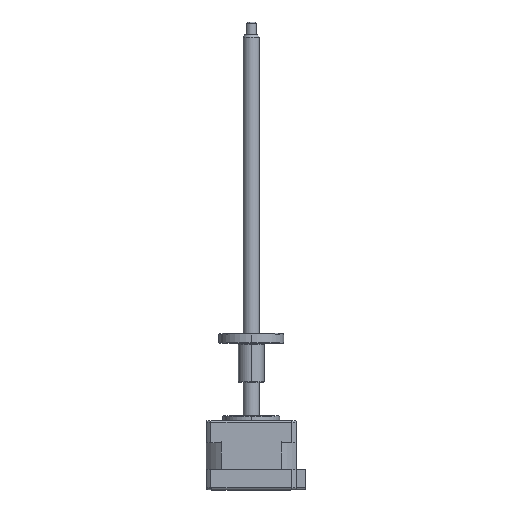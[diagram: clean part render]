
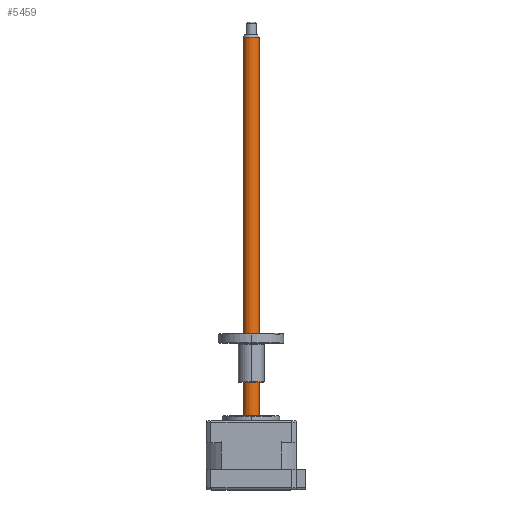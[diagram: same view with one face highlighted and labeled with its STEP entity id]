
A CAD part, top view. The second image highlights one B-rep face of the part: STEP entity #5459.
In plain terms, the highlighted cylindrical face has radius 3.175 mm (diameter 6.35 mm), a partial arc.
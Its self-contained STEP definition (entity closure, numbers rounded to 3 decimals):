
#191 = VERTEX_POINT ( 'NONE', #6966 ) ;
#533 = ORIENTED_EDGE ( 'NONE', *, *, #3358, .F. ) ;
#1036 = EDGE_CURVE ( 'NONE', #6694, #2539, #8871, .T. ) ;
#1044 = AXIS2_PLACEMENT_3D ( 'NONE', #1421, #1245, #1208 ) ;
#1144 = CYLINDRICAL_SURFACE ( 'NONE', #7052, 3.175 ) ;
#1208 = DIRECTION ( 'NONE',  ( -0.981, 0., 0.194 ) ) ;
#1245 = DIRECTION ( 'NONE',  ( 0., -1., 0. ) ) ;
#1421 = CARTESIAN_POINT ( 'NONE',  ( -51.225, 179.779, 19. ) ) ;
#2078 = CARTESIAN_POINT ( 'NONE',  ( -51.225, 32.779, 19. ) ) ;
#2083 = VECTOR ( 'NONE', #6490, 1000. ) ;
#2091 = LINE ( 'NONE', #7287, #2083 ) ;
#2277 = EDGE_LOOP ( 'NONE', ( #6256, #5188, #533, #6607 ) ) ;
#2539 = VERTEX_POINT ( 'NONE', #6025 ) ;
#2735 = VERTEX_POINT ( 'NONE', #9275 ) ;
#2800 = DIRECTION ( 'NONE',  ( 0.981, 0., -0.194 ) ) ;
#2837 = CIRCLE ( 'NONE', #4274, 3.175 ) ;
#3113 = CARTESIAN_POINT ( 'NONE',  ( -48.11, 180.779, 18.386 ) ) ;
#3358 = EDGE_CURVE ( 'NONE', #191, #2735, #2837, .T. ) ;
#3560 = DIRECTION ( 'NONE',  ( 0.981, 0., -0.194 ) ) ;
#3581 = VECTOR ( 'NONE', #3834, 1000. ) ;
#3708 = LINE ( 'NONE', #3113, #3581 ) ;
#3834 = DIRECTION ( 'NONE',  ( 0., -1., 0. ) ) ;
#4274 = AXIS2_PLACEMENT_3D ( 'NONE', #2078, #7241, #2800 ) ;
#5188 = ORIENTED_EDGE ( 'NONE', *, *, #7394, .T. ) ;
#5459 = ADVANCED_FACE ( 'NONE', ( #9397 ), #1144, .T. ) ;
#6025 = CARTESIAN_POINT ( 'NONE',  ( -54.34, 179.779, 19.614 ) ) ;
#6151 = EDGE_CURVE ( 'NONE', #6694, #191, #3708, .T. ) ;
#6256 = ORIENTED_EDGE ( 'NONE', *, *, #1036, .T. ) ;
#6490 = DIRECTION ( 'NONE',  ( 0., -1., 0. ) ) ;
#6607 = ORIENTED_EDGE ( 'NONE', *, *, #6151, .F. ) ;
#6694 = VERTEX_POINT ( 'NONE', #7542 ) ;
#6966 = CARTESIAN_POINT ( 'NONE',  ( -48.11, 32.779, 18.386 ) ) ;
#7052 = AXIS2_PLACEMENT_3D ( 'NONE', #8043, #7291, #3560 ) ;
#7241 = DIRECTION ( 'NONE',  ( 0., -1., 0. ) ) ;
#7287 = CARTESIAN_POINT ( 'NONE',  ( -54.34, 180.779, 19.614 ) ) ;
#7291 = DIRECTION ( 'NONE',  ( 0., -1., 0. ) ) ;
#7394 = EDGE_CURVE ( 'NONE', #2539, #2735, #2091, .T. ) ;
#7542 = CARTESIAN_POINT ( 'NONE',  ( -48.11, 179.779, 18.386 ) ) ;
#8043 = CARTESIAN_POINT ( 'NONE',  ( -51.225, 180.779, 19. ) ) ;
#8871 = CIRCLE ( 'NONE', #1044, 3.175 ) ;
#9275 = CARTESIAN_POINT ( 'NONE',  ( -54.34, 32.779, 19.614 ) ) ;
#9397 = FACE_OUTER_BOUND ( 'NONE', #2277, .T. ) ;
